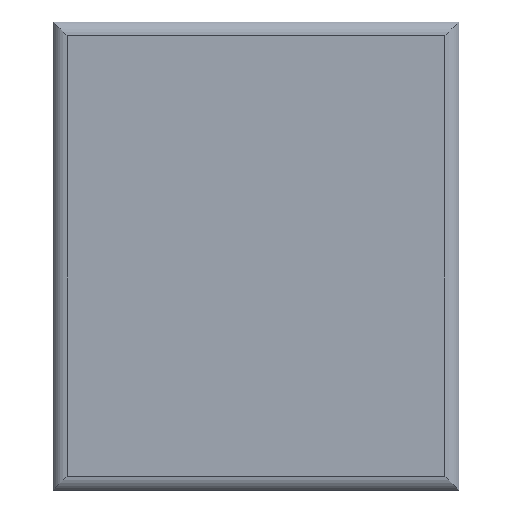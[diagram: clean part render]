
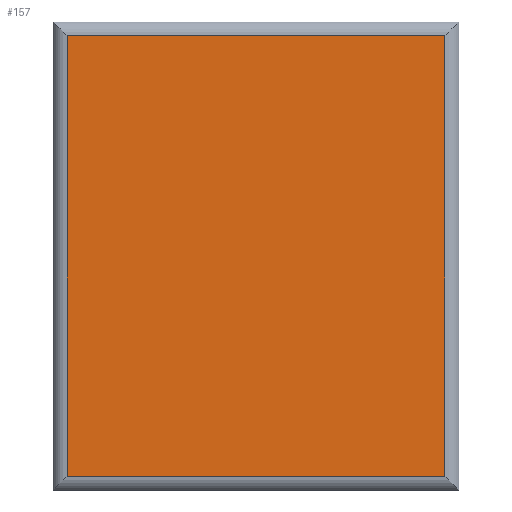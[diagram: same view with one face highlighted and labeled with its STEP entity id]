
A CAD part, top view. The second image highlights one B-rep face of the part: STEP entity #157.
In plain terms, the highlighted planar face has unit normal (0, 0, 1).
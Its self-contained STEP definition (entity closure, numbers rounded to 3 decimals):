
#29=PLANE('',#189);
#39=FACE_OUTER_BOUND('',#49,.T.);
#49=EDGE_LOOP('',(#133,#134,#135,#136));
#55=LINE('',#257,#65);
#57=LINE('',#265,#67);
#59=LINE('',#271,#69);
#62=LINE('',#277,#72);
#65=VECTOR('',#213,5.);
#67=VECTOR('',#221,5.);
#69=VECTOR('',#227,5.);
#72=VECTOR('',#234,5.);
#81=VERTEX_POINT('',#255);
#82=VERTEX_POINT('',#256);
#85=VERTEX_POINT('',#264);
#87=VERTEX_POINT('',#270);
#95=EDGE_CURVE('',#81,#82,#55,.T.);
#99=EDGE_CURVE('',#82,#85,#57,.T.);
#102=EDGE_CURVE('',#85,#87,#59,.T.);
#106=EDGE_CURVE('',#87,#81,#62,.T.);
#133=ORIENTED_EDGE('',*,*,#95,.F.);
#134=ORIENTED_EDGE('',*,*,#106,.F.);
#135=ORIENTED_EDGE('',*,*,#102,.F.);
#136=ORIENTED_EDGE('',*,*,#99,.F.);
#157=ADVANCED_FACE('',(#39),#29,.T.);
#189=AXIS2_PLACEMENT_3D('',#278,#235,#236);
#213=DIRECTION('',(0.,1.,0.));
#221=DIRECTION('',(1.,0.,0.));
#227=DIRECTION('',(0.,-1.,0.));
#234=DIRECTION('',(-1.,0.,0.));
#235=DIRECTION('center_axis',(0.,0.,1.));
#236=DIRECTION('ref_axis',(1.,0.,0.));
#255=CARTESIAN_POINT('',(4.44,4.44,2.7));
#256=CARTESIAN_POINT('',(4.44,145.56,2.7));
#257=CARTESIAN_POINT('',(4.44,150.,2.7));
#264=CARTESIAN_POINT('',(125.56,145.56,2.7));
#265=CARTESIAN_POINT('',(130.,145.56,2.7));
#270=CARTESIAN_POINT('',(125.56,4.44,2.7));
#271=CARTESIAN_POINT('',(125.56,0.,2.7));
#277=CARTESIAN_POINT('',(0.,4.44,2.7));
#278=CARTESIAN_POINT('Origin',(65.,75.,2.7));
